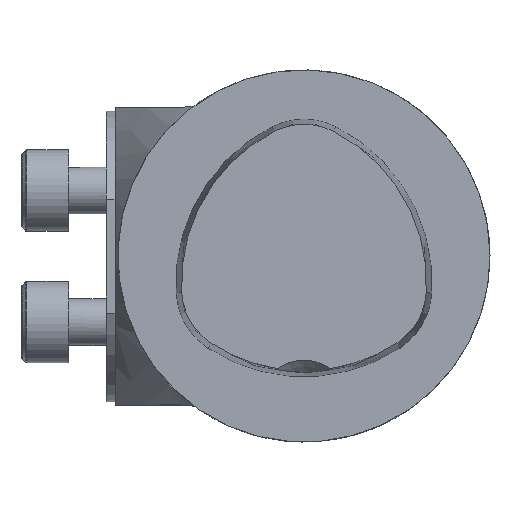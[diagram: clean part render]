
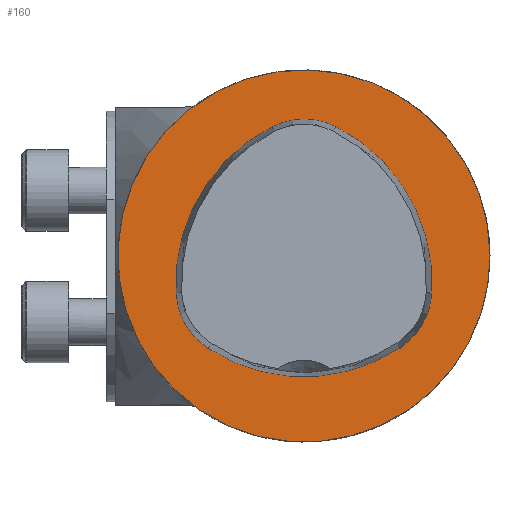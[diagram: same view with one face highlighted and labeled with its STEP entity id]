
A CAD part, top view. The second image highlights one B-rep face of the part: STEP entity #160.
In plain terms, the highlighted planar face has unit normal (0, 0, 1).
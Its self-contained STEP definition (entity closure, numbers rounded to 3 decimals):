
#45=FACE_BOUND('',#259,.T.);
#46=FACE_BOUND('',#260,.T.);
#104=PLANE('',#898);
#160=ADVANCED_FACE('',(#45,#46),#104,.T.);
#259=EDGE_LOOP('',(#456));
#260=EDGE_LOOP('',(#457,#458,#459,#460,#461,#462));
#456=ORIENTED_EDGE('',*,*,#695,.T.);
#457=ORIENTED_EDGE('',*,*,#712,.T.);
#458=ORIENTED_EDGE('',*,*,#709,.T.);
#459=ORIENTED_EDGE('',*,*,#706,.T.);
#460=ORIENTED_EDGE('',*,*,#685,.T.);
#461=ORIENTED_EDGE('',*,*,#704,.T.);
#462=ORIENTED_EDGE('',*,*,#715,.T.);
#608=VERTEX_POINT('',#1267);
#609=VERTEX_POINT('',#1269);
#617=VERTEX_POINT('',#1304);
#623=VERTEX_POINT('',#1360);
#625=VERTEX_POINT('',#1366);
#627=VERTEX_POINT('',#1372);
#629=VERTEX_POINT('',#1378);
#685=EDGE_CURVE('',#609,#608,#784,.T.);
#695=EDGE_CURVE('',#617,#617,#786,.T.);
#704=EDGE_CURVE('',#608,#623,#791,.T.);
#706=EDGE_CURVE('',#625,#609,#793,.T.);
#709=EDGE_CURVE('',#627,#625,#795,.T.);
#712=EDGE_CURVE('',#629,#627,#797,.T.);
#715=EDGE_CURVE('',#623,#629,#799,.T.);
#784=CIRCLE('',#867,15.063);
#786=CIRCLE('',#875,16.);
#791=CIRCLE('',#883,6.063);
#793=CIRCLE('',#886,6.063);
#795=CIRCLE('',#889,15.063);
#797=CIRCLE('',#892,6.063);
#799=CIRCLE('',#895,15.063);
#867=AXIS2_PLACEMENT_3D('',#1268,#995,#996);
#875=AXIS2_PLACEMENT_3D('',#1303,#1014,#1015);
#883=AXIS2_PLACEMENT_3D('',#1361,#1031,#1032);
#886=AXIS2_PLACEMENT_3D('',#1365,#1037,#1038);
#889=AXIS2_PLACEMENT_3D('',#1371,#1044,#1045);
#892=AXIS2_PLACEMENT_3D('',#1377,#1051,#1052);
#895=AXIS2_PLACEMENT_3D('',#1382,#1058,#1059);
#898=AXIS2_PLACEMENT_3D('',#1385,#1064,#1065);
#995=DIRECTION('',(0.,0.,-1.));
#996=DIRECTION('',(-1.,0.,0.));
#1014=DIRECTION('',(0.,0.,1.));
#1015=DIRECTION('',(1.,0.,0.));
#1031=DIRECTION('',(0.,0.,-1.));
#1032=DIRECTION('',(-1.,0.,0.));
#1037=DIRECTION('',(0.,0.,-1.));
#1038=DIRECTION('',(-1.,0.,0.));
#1044=DIRECTION('',(0.,0.,-1.));
#1045=DIRECTION('',(-1.,0.,0.));
#1051=DIRECTION('',(0.,0.,-1.));
#1052=DIRECTION('',(-1.,0.,0.));
#1058=DIRECTION('',(0.,0.,-1.));
#1059=DIRECTION('',(-1.,0.,0.));
#1064=DIRECTION('',(0.,0.,1.));
#1065=DIRECTION('',(0.,1.,0.));
#1267=CARTESIAN_POINT('',(-8.262,-7.919,0.));
#1268=CARTESIAN_POINT('',(0.,4.675,0.));
#1269=CARTESIAN_POINT('',(8.262,-7.919,0.));
#1303=CARTESIAN_POINT('',(0.,0.,0.));
#1304=CARTESIAN_POINT('',(16.,0.,0.));
#1360=CARTESIAN_POINT('',(-10.989,-3.195,0.));
#1361=CARTESIAN_POINT('',(-4.936,-2.85,0.));
#1365=CARTESIAN_POINT('',(4.936,-2.85,0.));
#1366=CARTESIAN_POINT('',(10.989,-3.195,0.));
#1371=CARTESIAN_POINT('',(-4.049,-2.338,0.));
#1372=CARTESIAN_POINT('',(2.728,11.115,0.));
#1377=CARTESIAN_POINT('',(0.,5.7,0.));
#1378=CARTESIAN_POINT('',(-2.728,11.115,0.));
#1382=CARTESIAN_POINT('',(4.049,-2.338,0.));
#1385=CARTESIAN_POINT('',(8.,0.,0.));
